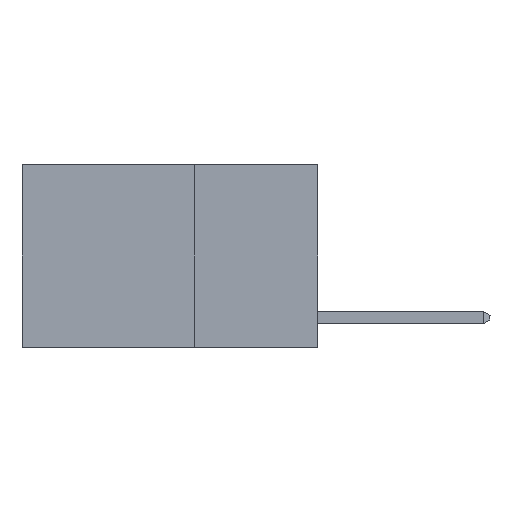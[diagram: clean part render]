
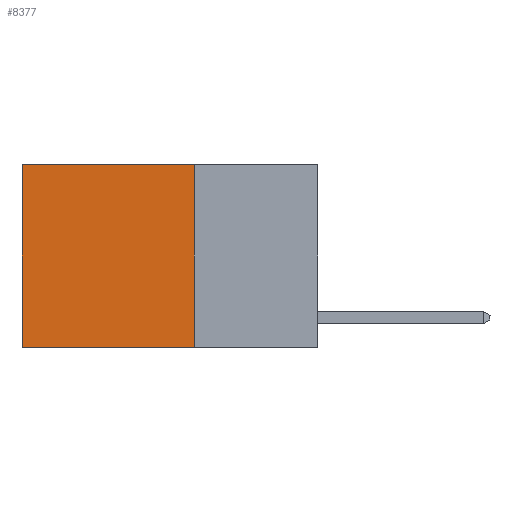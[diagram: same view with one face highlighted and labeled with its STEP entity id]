
A CAD part, left-side view. The second image highlights one B-rep face of the part: STEP entity #8377.
In plain terms, the highlighted planar face has unit normal (-1, 0, 0).
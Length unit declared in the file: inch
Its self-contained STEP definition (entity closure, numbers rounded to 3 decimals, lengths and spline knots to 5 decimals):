
#278 = LINE ( 'NONE', #16627, #25724 ) ;
#1208 = LINE ( 'NONE', #2699, #13183 ) ;
#2200 = ORIENTED_EDGE ( 'NONE', *, *, #14720, .T. ) ;
#2378 = CARTESIAN_POINT ( 'NONE',  ( 0.2625, 0.6, 0. ) ) ;
#2699 = CARTESIAN_POINT ( 'NONE',  ( 0.2625, 0.25, -0.37 ) ) ;
#3373 = CARTESIAN_POINT ( 'NONE',  ( 0.2625, 0.25, 0. ) ) ;
#4023 = VERTEX_POINT ( 'NONE', #21267 ) ;
#4327 = EDGE_LOOP ( 'NONE', ( #2200, #9330, #16700, #12732 ) ) ;
#5118 = DIRECTION ( 'NONE',  ( 0., 0., -1. ) ) ;
#5197 = EDGE_CURVE ( 'NONE', #15743, #4023, #23315, .T. ) ;
#5373 = PLANE ( 'NONE',  #10795 ) ;
#6394 = DIRECTION ( 'NONE',  ( 0., 0., -1. ) ) ;
#6544 = VECTOR ( 'NONE', #7331, 39.37008 ) ;
#7075 = CARTESIAN_POINT ( 'NONE',  ( 0.2625, 0.25, 0. ) ) ;
#7331 = DIRECTION ( 'NONE',  ( 0., 1., 0. ) ) ;
#8377 = ADVANCED_FACE ( 'NONE', ( #15462 ), #5373, .F. ) ;
#8782 = EDGE_CURVE ( 'NONE', #11871, #15929, #1208, .T. ) ;
#9330 = ORIENTED_EDGE ( 'NONE', *, *, #8782, .F. ) ;
#10761 = CARTESIAN_POINT ( 'NONE',  ( 0.2625, 0.6, -0.37 ) ) ;
#10795 = AXIS2_PLACEMENT_3D ( 'NONE', #15204, #19340, #5118 ) ;
#11774 = CARTESIAN_POINT ( 'NONE',  ( 0.2625, 0.25, -0.37 ) ) ;
#11871 = VERTEX_POINT ( 'NONE', #11774 ) ;
#12732 = ORIENTED_EDGE ( 'NONE', *, *, #5197, .T. ) ;
#13183 = VECTOR ( 'NONE', #13437, 39.37008 ) ;
#13437 = DIRECTION ( 'NONE',  ( 0., 1., 0. ) ) ;
#14175 = LINE ( 'NONE', #2378, #24421 ) ;
#14720 = EDGE_CURVE ( 'NONE', #4023, #15929, #14175, .T. ) ;
#15204 = CARTESIAN_POINT ( 'NONE',  ( 0.2625, 0.25, 0. ) ) ;
#15462 = FACE_OUTER_BOUND ( 'NONE', #4327, .T. ) ;
#15743 = VERTEX_POINT ( 'NONE', #3373 ) ;
#15929 = VERTEX_POINT ( 'NONE', #10761 ) ;
#16627 = CARTESIAN_POINT ( 'NONE',  ( 0.2625, 0.25, 0. ) ) ;
#16700 = ORIENTED_EDGE ( 'NONE', *, *, #18987, .F. ) ;
#18987 = EDGE_CURVE ( 'NONE', #15743, #11871, #278, .T. ) ;
#19340 = DIRECTION ( 'NONE',  ( 1., 0., 0. ) ) ;
#21267 = CARTESIAN_POINT ( 'NONE',  ( 0.2625, 0.6, 0. ) ) ;
#22547 = DIRECTION ( 'NONE',  ( 0., 0., -1. ) ) ;
#23315 = LINE ( 'NONE', #7075, #6544 ) ;
#24421 = VECTOR ( 'NONE', #6394, 39.37008 ) ;
#25724 = VECTOR ( 'NONE', #22547, 39.37008 ) ;
